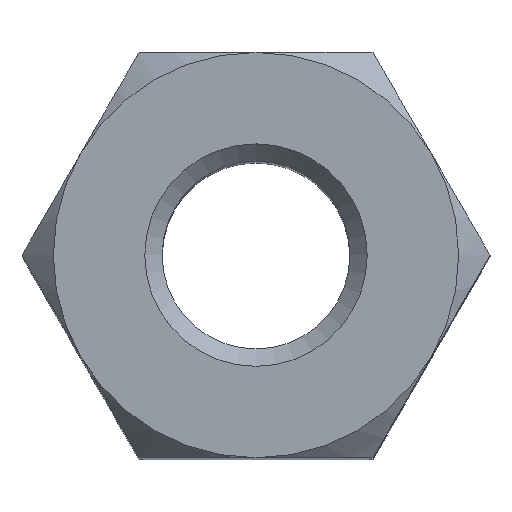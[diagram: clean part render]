
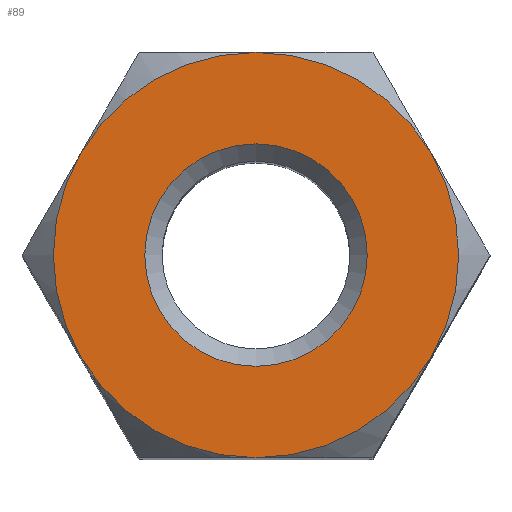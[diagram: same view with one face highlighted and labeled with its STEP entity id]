
A CAD part, top view. The second image highlights one B-rep face of the part: STEP entity #89.
In plain terms, the highlighted planar face has unit normal (0, 0, 1).
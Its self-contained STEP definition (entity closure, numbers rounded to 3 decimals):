
#89 = ADVANCED_FACE( '', ( #177, #178 ), #179, .F. );
#177 = FACE_BOUND( '', #258, .T. );
#178 = FACE_OUTER_BOUND( '', #259, .T. );
#179 = PLANE( '', #260 );
#258 = EDGE_LOOP( '', ( #432 ) );
#259 = EDGE_LOOP( '', ( #433, #434, #435, #436, #437, #438 ) );
#260 = AXIS2_PLACEMENT_3D( '', #439, #440, #441 );
#432 = ORIENTED_EDGE( '', *, *, #507, .T. );
#433 = ORIENTED_EDGE( '', *, *, #516, .T. );
#434 = ORIENTED_EDGE( '', *, *, #514, .T. );
#435 = ORIENTED_EDGE( '', *, *, #509, .T. );
#436 = ORIENTED_EDGE( '', *, *, #474, .T. );
#437 = ORIENTED_EDGE( '', *, *, #512, .T. );
#438 = ORIENTED_EDGE( '', *, *, #505, .T. );
#439 = CARTESIAN_POINT( '', ( 0., 0., 9. ) );
#440 = DIRECTION( '', ( 0., 0., -1. ) );
#441 = DIRECTION( '', ( -1., 0., 0. ) );
#474 = EDGE_CURVE( '', #537, #557, #559, .F. );
#505 = EDGE_CURVE( '', #593, #597, #601, .T. );
#507 = EDGE_CURVE( '', #603, #603, #604, .T. );
#509 = EDGE_CURVE( '', #586, #537, #606, .F. );
#512 = EDGE_CURVE( '', #557, #593, #609, .F. );
#514 = EDGE_CURVE( '', #551, #586, #611, .F. );
#516 = EDGE_CURVE( '', #597, #551, #613, .F. );
#537 = VERTEX_POINT( '', #666 );
#551 = VERTEX_POINT( '', #706 );
#557 = VERTEX_POINT( '', #725 );
#559 = CIRCLE( '', #732, 3.5 );
#586 = VERTEX_POINT( '', #793 );
#593 = VERTEX_POINT( '', #822 );
#597 = VERTEX_POINT( '', #840 );
#601 = CIRCLE( '', #856, 3.5 );
#603 = VERTEX_POINT( '', #858 );
#604 = CIRCLE( '', #859, 1.921 );
#606 = CIRCLE( '', #861, 3.5 );
#609 = CIRCLE( '', #864, 3.5 );
#611 = CIRCLE( '', #866, 3.5 );
#613 = CIRCLE( '', #868, 3.5 );
#666 = CARTESIAN_POINT( '', ( 3.031, -1.75, 9. ) );
#706 = CARTESIAN_POINT( '', ( -3.031, -1.75, 9. ) );
#725 = CARTESIAN_POINT( '', ( 3.031, 1.75, 9. ) );
#732 = AXIS2_PLACEMENT_3D( '', #883, #884, #885 );
#793 = CARTESIAN_POINT( '', ( 0., -3.5, 9. ) );
#822 = CARTESIAN_POINT( '', ( 0., 3.5, 9. ) );
#840 = CARTESIAN_POINT( '', ( -3.031, 1.75, 9. ) );
#856 = AXIS2_PLACEMENT_3D( '', #906, #907, #908 );
#858 = CARTESIAN_POINT( '', ( 0., 1.921, 9. ) );
#859 = AXIS2_PLACEMENT_3D( '', #909, #910, #911 );
#861 = AXIS2_PLACEMENT_3D( '', #912, #913, #914 );
#864 = AXIS2_PLACEMENT_3D( '', #915, #916, #917 );
#866 = AXIS2_PLACEMENT_3D( '', #918, #919, #920 );
#868 = AXIS2_PLACEMENT_3D( '', #921, #922, #923 );
#883 = CARTESIAN_POINT( '', ( 0., 0., 9. ) );
#884 = DIRECTION( '', ( 0., 0., -1. ) );
#885 = DIRECTION( '', ( -1., 0., 0. ) );
#906 = CARTESIAN_POINT( '', ( 0., 0., 9. ) );
#907 = DIRECTION( '', ( 0., 0., 1. ) );
#908 = DIRECTION( '', ( 1., 0., 0. ) );
#909 = CARTESIAN_POINT( '', ( 0., 0., 9. ) );
#910 = DIRECTION( '', ( 0., 0., -1. ) );
#911 = DIRECTION( '', ( 0., 1., 0. ) );
#912 = CARTESIAN_POINT( '', ( 0., 0., 9. ) );
#913 = DIRECTION( '', ( 0., 0., -1. ) );
#914 = DIRECTION( '', ( -1., 0., 0. ) );
#915 = CARTESIAN_POINT( '', ( 0., 0., 9. ) );
#916 = DIRECTION( '', ( 0., 0., -1. ) );
#917 = DIRECTION( '', ( -1., 0., 0. ) );
#918 = CARTESIAN_POINT( '', ( 0., 0., 9. ) );
#919 = DIRECTION( '', ( 0., 0., -1. ) );
#920 = DIRECTION( '', ( -1., 0., 0. ) );
#921 = CARTESIAN_POINT( '', ( 0., 0., 9. ) );
#922 = DIRECTION( '', ( 0., 0., -1. ) );
#923 = DIRECTION( '', ( -1., 0., 0. ) );
